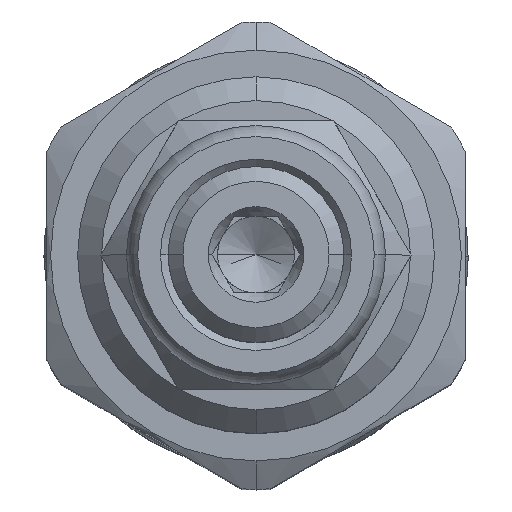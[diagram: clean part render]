
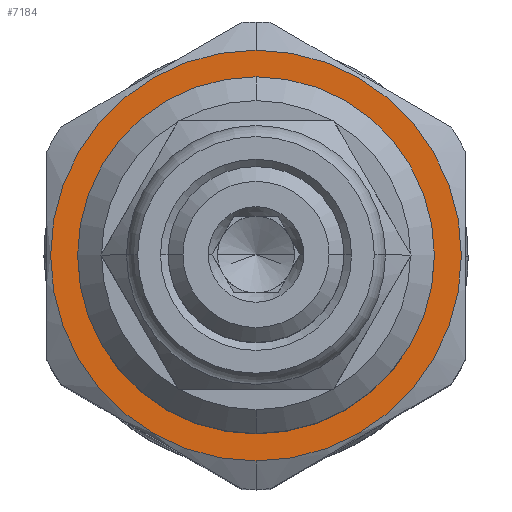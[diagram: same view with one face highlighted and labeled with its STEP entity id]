
A CAD part, top view. The second image highlights one B-rep face of the part: STEP entity #7184.
In plain terms, the highlighted planar face has unit normal (0, 0, 1).
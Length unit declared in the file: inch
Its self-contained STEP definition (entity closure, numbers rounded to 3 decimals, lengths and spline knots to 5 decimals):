
#1804=CARTESIAN_POINT('',(0.,0.,3.155));
#1805=DIRECTION('',(0.,0.,-1.));
#1806=DIRECTION('',(0.,-1.,0.));
#1807=AXIS2_PLACEMENT_3D('',#1804,#1805,#1806);
#1880=CARTESIAN_POINT('',(0.,0.,3.155));
#1881=DIRECTION('',(0.,0.,1.));
#1882=DIRECTION('',(0.,-1.,0.));
#1883=AXIS2_PLACEMENT_3D('',#1880,#1881,#1882);
#2138=CARTESIAN_POINT('',(0.,0.,3.155));
#2139=DIRECTION('',(0.,0.,1.));
#2140=DIRECTION('',(0.,-1.,0.));
#2141=AXIS2_PLACEMENT_3D('',#2138,#2139,#2140);
#2143=CARTESIAN_POINT('',(0.,0.,3.155));
#2144=DIRECTION('',(0.,0.,-1.));
#2145=DIRECTION('',(0.,-1.,0.));
#2146=AXIS2_PLACEMENT_3D('',#2143,#2144,#2145);
#4332=CARTESIAN_POINT('',(0.,-0.43,3.155));
#4334=VERTEX_POINT('',#4332);
#4340=CARTESIAN_POINT('',(0.,0.43,3.155));
#4342=VERTEX_POINT('',#4340);
#4348=CARTESIAN_POINT('',(0.,-0.3735,3.155));
#4349=CARTESIAN_POINT('',(0.,0.3735,3.155));
#4350=VERTEX_POINT('',#4348);
#4351=VERTEX_POINT('',#4349);
#7169=CARTESIAN_POINT('',(0.,0.,3.155));
#7170=DIRECTION('',(0.,0.,1.));
#7171=DIRECTION('',(0.,-1.,0.));
#7172=AXIS2_PLACEMENT_3D('',#7169,#7170,#7171);
#7173=PLANE('',#7172);
#7174=ORIENTED_EDGE('',*,*,#6959,.T.);
#7175=ORIENTED_EDGE('',*,*,#7025,.F.);
#7176=EDGE_LOOP('',(#7174,#7175));
#7177=FACE_OUTER_BOUND('',#7176,.F.);
#7179=ORIENTED_EDGE('',*,*,#7178,.T.);
#7181=ORIENTED_EDGE('',*,*,#7180,.F.);
#7182=EDGE_LOOP('',(#7179,#7181));
#7183=FACE_BOUND('',#7182,.F.);
#7184=ADVANCED_FACE('',(#7177,#7183),#7173,.T.);
#1808=CIRCLE('',#1807,0.43);
#1884=CIRCLE('',#1883,0.43);
#2142=CIRCLE('',#2141,0.3735);
#2147=CIRCLE('',#2146,0.3735);
#6959=EDGE_CURVE('',#4334,#4342,#1808,.T.);
#7025=EDGE_CURVE('',#4334,#4342,#1884,.T.);
#7178=EDGE_CURVE('',#4350,#4351,#2142,.T.);
#7180=EDGE_CURVE('',#4350,#4351,#2147,.T.);
